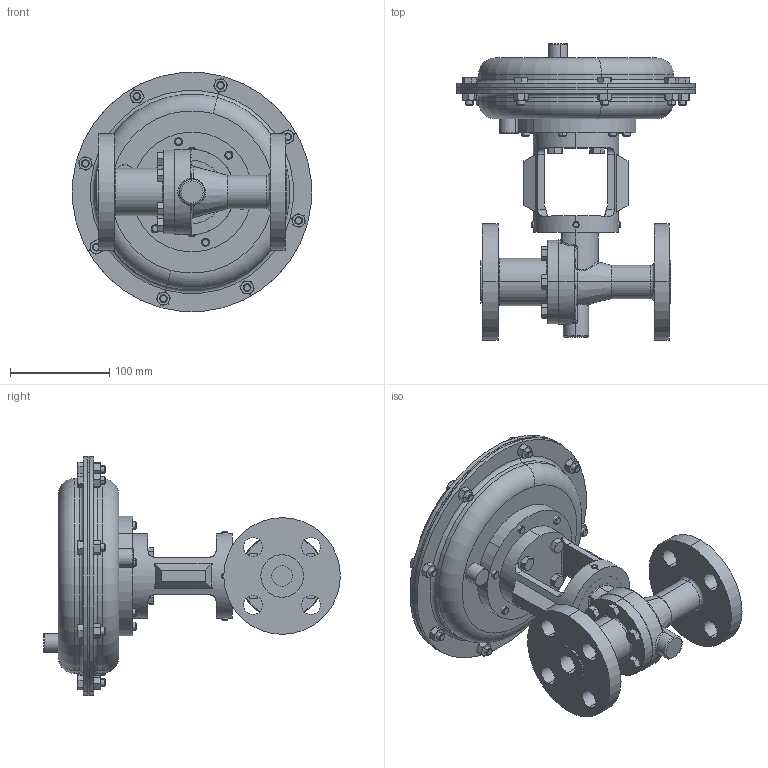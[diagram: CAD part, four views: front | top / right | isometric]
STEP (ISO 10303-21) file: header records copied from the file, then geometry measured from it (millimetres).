
FILE_DESCRIPTION (( 'STEP AP203' ), '1' );
FILE_NAME ('70-075-CS+S6-I3-35M.step', '2017-10-19T19:47:25', ( '' ), ( '' ), 'SwSTEP 2.0', 'SolidWorks 2014', '' );
FILE_SCHEMA (( 'CONFIG_CONTROL_DESIGN' ));
Length unit declared in the file: inch
Products named in the file (1): 70-075-CS+S6-I3-35M
Bounding box: 240.92 x 298.74 x 240.92 mm (x, y, z)
Volume: 3534789.7 mm3; surface area: 529325.8 mm2
Topology: 45 solids, 45 shells, 845 faces, 1796 edges, 1070 vertices
Faces by surface type: plane 340, cone 318, cylinder 140, torus 32, bspline 11, sphere 4
Entity records: 25698 total; most frequent: CARTESIAN_POINT 8151, DIRECTION 3586, ORIENTED_EDGE 3576, EDGE_CURVE 1788, AXIS2_PLACEMENT_3D 1489, VERTEX_POINT 1070, EDGE_LOOP 900, FACE_OUTER_BOUND 845
